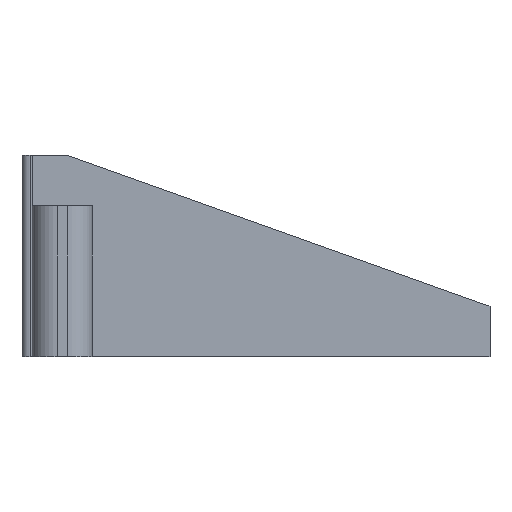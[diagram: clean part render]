
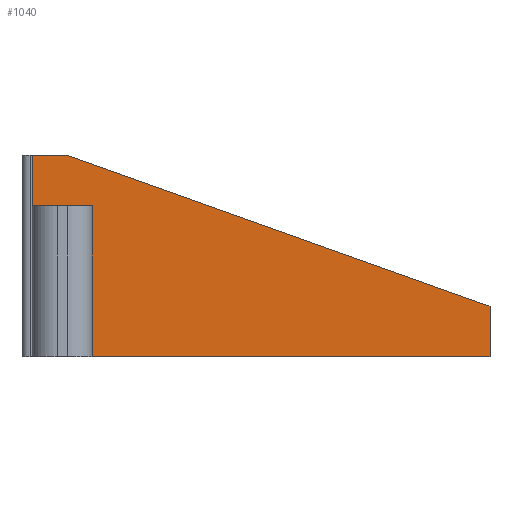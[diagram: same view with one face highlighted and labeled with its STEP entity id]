
A CAD part, front view. The second image highlights one B-rep face of the part: STEP entity #1040.
In plain terms, the highlighted planar face has unit normal (0, -1, 0).
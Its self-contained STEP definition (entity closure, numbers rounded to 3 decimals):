
#32 = PLANE('',#33);
#33 = AXIS2_PLACEMENT_3D('',#34,#35,#36);
#34 = CARTESIAN_POINT('',(-1.98,13.5,20.));
#35 = DIRECTION('',(0.,0.,1.));
#36 = DIRECTION('',(1.,0.,0.));
#179 = VERTEX_POINT('',#180);
#180 = CARTESIAN_POINT('',(-3.5,0.,20.));
#194 = PLANE('',#195);
#195 = AXIS2_PLACEMENT_3D('',#196,#197,#198);
#196 = CARTESIAN_POINT('',(-3.5,2.558,9.692));
#197 = DIRECTION('',(-1.,-0.,-0.));
#198 = DIRECTION('',(0.,0.,-1.));
#206 = EDGE_CURVE('',#179,#207,#209,.T.);
#207 = VERTEX_POINT('',#208);
#208 = CARTESIAN_POINT('',(0.,0.,20.));
#209 = SURFACE_CURVE('',#210,(#214,#221),.PCURVE_S1.);
#210 = LINE('',#211,#212);
#211 = CARTESIAN_POINT('',(-3.5,0.,20.));
#212 = VECTOR('',#213,1.);
#213 = DIRECTION('',(1.,0.,0.));
#214 = PCURVE('',#32,#215);
#215 = DEFINITIONAL_REPRESENTATION('',(#216),#220);
#216 = LINE('',#217,#218);
#217 = CARTESIAN_POINT('',(-1.52,-13.5));
#218 = VECTOR('',#219,1.);
#219 = DIRECTION('',(1.,0.));
#220 = ( GEOMETRIC_REPRESENTATION_CONTEXT(2) 
PARAMETRIC_REPRESENTATION_CONTEXT() REPRESENTATION_CONTEXT('2D SPACE',''
  ) );
#221 = PCURVE('',#222,#227);
#222 = PLANE('',#223);
#223 = AXIS2_PLACEMENT_3D('',#224,#225,#226);
#224 = CARTESIAN_POINT('',(17.17,0.,
    7.841));
#225 = DIRECTION('',(0.,-1.,0.));
#226 = DIRECTION('',(-1.,0.,0.));
#227 = DEFINITIONAL_REPRESENTATION('',(#228),#232);
#228 = LINE('',#229,#230);
#229 = CARTESIAN_POINT('',(20.67,-12.159));
#230 = VECTOR('',#231,1.);
#231 = DIRECTION('',(-1.,0.));
#232 = ( GEOMETRIC_REPRESENTATION_CONTEXT(2) 
PARAMETRIC_REPRESENTATION_CONTEXT() REPRESENTATION_CONTEXT('2D SPACE',''
  ) );
#250 = PLANE('',#251);
#251 = AXIS2_PLACEMENT_3D('',#252,#253,#254);
#252 = CARTESIAN_POINT('',(0.,3.5,20.));
#253 = DIRECTION('',(0.336,0.,0.942));
#254 = DIRECTION('',(0.942,0.,-0.336)
  );
#365 = PLANE('',#366);
#366 = AXIS2_PLACEMENT_3D('',#367,#368,#369);
#367 = CARTESIAN_POINT('',(16.367,19.753,0.));
#368 = DIRECTION('',(-0.,-0.,-1.));
#369 = DIRECTION('',(-1.,0.,0.));
#887 = EDGE_CURVE('',#207,#888,#890,.T.);
#888 = VERTEX_POINT('',#889);
#889 = CARTESIAN_POINT('',(42.,0.,5.));
#890 = SURFACE_CURVE('',#891,(#895,#902),.PCURVE_S1.);
#891 = LINE('',#892,#893);
#892 = CARTESIAN_POINT('',(0.,0.,20.));
#893 = VECTOR('',#894,1.);
#894 = DIRECTION('',(0.942,0.,-0.336)
  );
#895 = PCURVE('',#250,#896);
#896 = DEFINITIONAL_REPRESENTATION('',(#897),#901);
#897 = LINE('',#898,#899);
#898 = CARTESIAN_POINT('',(0.,-3.5));
#899 = VECTOR('',#900,1.);
#900 = DIRECTION('',(1.,0.));
#901 = ( GEOMETRIC_REPRESENTATION_CONTEXT(2) 
PARAMETRIC_REPRESENTATION_CONTEXT() REPRESENTATION_CONTEXT('2D SPACE',''
  ) );
#902 = PCURVE('',#222,#903);
#903 = DEFINITIONAL_REPRESENTATION('',(#904),#908);
#904 = LINE('',#905,#906);
#905 = CARTESIAN_POINT('',(17.17,-12.159));
#906 = VECTOR('',#907,1.);
#907 = DIRECTION('',(-0.942,0.336));
#908 = ( GEOMETRIC_REPRESENTATION_CONTEXT(2) 
PARAMETRIC_REPRESENTATION_CONTEXT() REPRESENTATION_CONTEXT('2D SPACE',''
  ) );
#924 = PLANE('',#925);
#925 = AXIS2_PLACEMENT_3D('',#926,#927,#928);
#926 = CARTESIAN_POINT('',(42.,12.25,2.5));
#927 = DIRECTION('',(1.,0.,0.));
#928 = DIRECTION('',(0.,0.,1.));
#942 = VERTEX_POINT('',#943);
#943 = CARTESIAN_POINT('',(-3.5,0.,15.));
#957 = PLANE('',#958);
#958 = AXIS2_PLACEMENT_3D('',#959,#960,#961);
#959 = CARTESIAN_POINT('',(-3.5,-4.,15.));
#960 = DIRECTION('',(0.,0.,1.));
#961 = DIRECTION('',(1.,0.,0.));
#969 = EDGE_CURVE('',#942,#179,#970,.T.);
#970 = SURFACE_CURVE('',#971,(#975,#982),.PCURVE_S1.);
#971 = LINE('',#972,#973);
#972 = CARTESIAN_POINT('',(-3.5,0.,0.));
#973 = VECTOR('',#974,1.);
#974 = DIRECTION('',(0.,0.,1.));
#975 = PCURVE('',#194,#976);
#976 = DEFINITIONAL_REPRESENTATION('',(#977),#981);
#977 = LINE('',#978,#979);
#978 = CARTESIAN_POINT('',(9.692,2.558));
#979 = VECTOR('',#980,1.);
#980 = DIRECTION('',(-1.,0.));
#981 = ( GEOMETRIC_REPRESENTATION_CONTEXT(2) 
PARAMETRIC_REPRESENTATION_CONTEXT() REPRESENTATION_CONTEXT('2D SPACE',''
  ) );
#982 = PCURVE('',#222,#983);
#983 = DEFINITIONAL_REPRESENTATION('',(#984),#988);
#984 = LINE('',#985,#986);
#985 = CARTESIAN_POINT('',(20.67,7.841));
#986 = VECTOR('',#987,1.);
#987 = DIRECTION('',(0.,-1.));
#988 = ( GEOMETRIC_REPRESENTATION_CONTEXT(2) 
PARAMETRIC_REPRESENTATION_CONTEXT() REPRESENTATION_CONTEXT('2D SPACE',''
  ) );
#1040 = ADVANCED_FACE('',(#1041),#222,.T.);
#1041 = FACE_BOUND('',#1042,.T.);
#1042 = EDGE_LOOP('',(#1043,#1044,#1045,#1046,#1069,#1097,#1120));
#1043 = ORIENTED_EDGE('',*,*,#887,.F.);
#1044 = ORIENTED_EDGE('',*,*,#206,.F.);
#1045 = ORIENTED_EDGE('',*,*,#969,.F.);
#1046 = ORIENTED_EDGE('',*,*,#1047,.T.);
#1047 = EDGE_CURVE('',#942,#1048,#1050,.T.);
#1048 = VERTEX_POINT('',#1049);
#1049 = CARTESIAN_POINT('',(2.5,0.,15.));
#1050 = SURFACE_CURVE('',#1051,(#1055,#1062),.PCURVE_S1.);
#1051 = LINE('',#1052,#1053);
#1052 = CARTESIAN_POINT('',(-3.5,0.,15.));
#1053 = VECTOR('',#1054,1.);
#1054 = DIRECTION('',(1.,0.,0.));
#1055 = PCURVE('',#222,#1056);
#1056 = DEFINITIONAL_REPRESENTATION('',(#1057),#1061);
#1057 = LINE('',#1058,#1059);
#1058 = CARTESIAN_POINT('',(20.67,-7.159));
#1059 = VECTOR('',#1060,1.);
#1060 = DIRECTION('',(-1.,0.));
#1061 = ( GEOMETRIC_REPRESENTATION_CONTEXT(2) 
PARAMETRIC_REPRESENTATION_CONTEXT() REPRESENTATION_CONTEXT('2D SPACE',''
  ) );
#1062 = PCURVE('',#957,#1063);
#1063 = DEFINITIONAL_REPRESENTATION('',(#1064),#1068);
#1064 = LINE('',#1065,#1066);
#1065 = CARTESIAN_POINT('',(0.,4.));
#1066 = VECTOR('',#1067,1.);
#1067 = DIRECTION('',(1.,0.));
#1068 = ( GEOMETRIC_REPRESENTATION_CONTEXT(2) 
PARAMETRIC_REPRESENTATION_CONTEXT() REPRESENTATION_CONTEXT('2D SPACE',''
  ) );
#1069 = ORIENTED_EDGE('',*,*,#1070,.F.);
#1070 = EDGE_CURVE('',#1071,#1048,#1073,.T.);
#1071 = VERTEX_POINT('',#1072);
#1072 = CARTESIAN_POINT('',(2.5,0.,0.));
#1073 = SURFACE_CURVE('',#1074,(#1078,#1085),.PCURVE_S1.);
#1074 = LINE('',#1075,#1076);
#1075 = CARTESIAN_POINT('',(2.5,0.,0.));
#1076 = VECTOR('',#1077,1.);
#1077 = DIRECTION('',(0.,0.,1.));
#1078 = PCURVE('',#222,#1079);
#1079 = DEFINITIONAL_REPRESENTATION('',(#1080),#1084);
#1080 = LINE('',#1081,#1082);
#1081 = CARTESIAN_POINT('',(14.67,7.841));
#1082 = VECTOR('',#1083,1.);
#1083 = DIRECTION('',(0.,-1.));
#1084 = ( GEOMETRIC_REPRESENTATION_CONTEXT(2) 
PARAMETRIC_REPRESENTATION_CONTEXT() REPRESENTATION_CONTEXT('2D SPACE',''
  ) );
#1085 = PCURVE('',#1086,#1091);
#1086 = PLANE('',#1087);
#1087 = AXIS2_PLACEMENT_3D('',#1088,#1089,#1090);
#1088 = CARTESIAN_POINT('',(2.5,-4.,0.));
#1089 = DIRECTION('',(1.,0.,0.));
#1090 = DIRECTION('',(0.,0.,1.));
#1091 = DEFINITIONAL_REPRESENTATION('',(#1092),#1096);
#1092 = LINE('',#1093,#1094);
#1093 = CARTESIAN_POINT('',(0.,-4.));
#1094 = VECTOR('',#1095,1.);
#1095 = DIRECTION('',(1.,0.));
#1096 = ( GEOMETRIC_REPRESENTATION_CONTEXT(2) 
PARAMETRIC_REPRESENTATION_CONTEXT() REPRESENTATION_CONTEXT('2D SPACE',''
  ) );
#1097 = ORIENTED_EDGE('',*,*,#1098,.T.);
#1098 = EDGE_CURVE('',#1071,#1099,#1101,.T.);
#1099 = VERTEX_POINT('',#1100);
#1100 = CARTESIAN_POINT('',(42.,0.,0.));
#1101 = SURFACE_CURVE('',#1102,(#1106,#1113),.PCURVE_S1.);
#1102 = LINE('',#1103,#1104);
#1103 = CARTESIAN_POINT('',(0.,0.,0.));
#1104 = VECTOR('',#1105,1.);
#1105 = DIRECTION('',(1.,0.,0.));
#1106 = PCURVE('',#222,#1107);
#1107 = DEFINITIONAL_REPRESENTATION('',(#1108),#1112);
#1108 = LINE('',#1109,#1110);
#1109 = CARTESIAN_POINT('',(17.17,7.841));
#1110 = VECTOR('',#1111,1.);
#1111 = DIRECTION('',(-1.,0.));
#1112 = ( GEOMETRIC_REPRESENTATION_CONTEXT(2) 
PARAMETRIC_REPRESENTATION_CONTEXT() REPRESENTATION_CONTEXT('2D SPACE',''
  ) );
#1113 = PCURVE('',#365,#1114);
#1114 = DEFINITIONAL_REPRESENTATION('',(#1115),#1119);
#1115 = LINE('',#1116,#1117);
#1116 = CARTESIAN_POINT('',(16.367,-19.753));
#1117 = VECTOR('',#1118,1.);
#1118 = DIRECTION('',(-1.,0.));
#1119 = ( GEOMETRIC_REPRESENTATION_CONTEXT(2) 
PARAMETRIC_REPRESENTATION_CONTEXT() REPRESENTATION_CONTEXT('2D SPACE',''
  ) );
#1120 = ORIENTED_EDGE('',*,*,#1121,.T.);
#1121 = EDGE_CURVE('',#1099,#888,#1122,.T.);
#1122 = SURFACE_CURVE('',#1123,(#1127,#1134),.PCURVE_S1.);
#1123 = LINE('',#1124,#1125);
#1124 = CARTESIAN_POINT('',(42.,0.,0.));
#1125 = VECTOR('',#1126,1.);
#1126 = DIRECTION('',(0.,0.,1.));
#1127 = PCURVE('',#222,#1128);
#1128 = DEFINITIONAL_REPRESENTATION('',(#1129),#1133);
#1129 = LINE('',#1130,#1131);
#1130 = CARTESIAN_POINT('',(-24.83,7.841));
#1131 = VECTOR('',#1132,1.);
#1132 = DIRECTION('',(0.,-1.));
#1133 = ( GEOMETRIC_REPRESENTATION_CONTEXT(2) 
PARAMETRIC_REPRESENTATION_CONTEXT() REPRESENTATION_CONTEXT('2D SPACE',''
  ) );
#1134 = PCURVE('',#924,#1135);
#1135 = DEFINITIONAL_REPRESENTATION('',(#1136),#1140);
#1136 = LINE('',#1137,#1138);
#1137 = CARTESIAN_POINT('',(-2.5,12.25));
#1138 = VECTOR('',#1139,1.);
#1139 = DIRECTION('',(1.,0.));
#1140 = ( GEOMETRIC_REPRESENTATION_CONTEXT(2) 
PARAMETRIC_REPRESENTATION_CONTEXT() REPRESENTATION_CONTEXT('2D SPACE',''
  ) );
